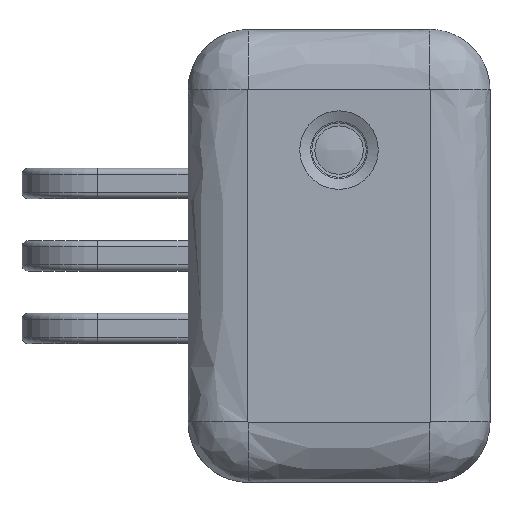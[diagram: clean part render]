
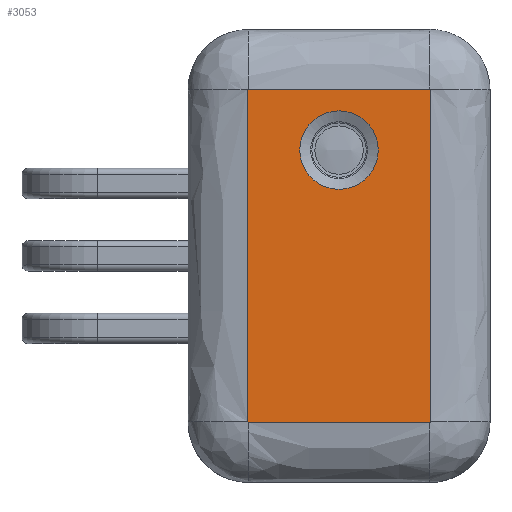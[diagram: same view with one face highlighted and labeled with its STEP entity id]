
A CAD part, top view. The second image highlights one B-rep face of the part: STEP entity #3053.
In plain terms, the highlighted planar face has unit normal (0, 0, 1).
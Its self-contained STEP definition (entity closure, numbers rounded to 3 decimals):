
#59=B_SPLINE_CURVE_WITH_KNOTS('',3,(#5305,#5306,#5307,#5308,#5309,#5310),
 .UNSPECIFIED.,.F.,.F.,(4,1,1,4),(-0.785,-0.112,
0.337,0.785),.UNSPECIFIED.);
#63=B_SPLINE_CURVE_WITH_KNOTS('',3,(#5346,#5347,#5348,#5349,#5350,#5351),
 .UNSPECIFIED.,.F.,.F.,(4,1,1,4),(-0.785,-0.112,
0.337,0.785),.UNSPECIFIED.);
#64=B_SPLINE_CURVE_WITH_KNOTS('',3,(#5353,#5354,#5355,#5356),
 .UNSPECIFIED.,.F.,.F.,(4,4),(-6.5,-1.),.UNSPECIFIED.);
#65=B_SPLINE_CURVE_WITH_KNOTS('',3,(#5358,#5359,#5360,#5361,#5362,#5363),
 .UNSPECIFIED.,.F.,.F.,(4,1,1,4),(-0.785,-0.112,
0.337,0.785),.UNSPECIFIED.);
#66=B_SPLINE_CURVE_WITH_KNOTS('',3,(#5364,#5365,#5366,#5367),
 .UNSPECIFIED.,.F.,.F.,(4,4),(-4.,-1.),.UNSPECIFIED.);
#67=B_SPLINE_CURVE_WITH_KNOTS('',3,(#5369,#5370,#5371,#5372),
 .UNSPECIFIED.,.F.,.F.,(4,4),(-6.5,-1.),.UNSPECIFIED.);
#68=B_SPLINE_CURVE_WITH_KNOTS('',3,(#5374,#5375,#5376,#5377,#5378,#5379),
 .UNSPECIFIED.,.F.,.F.,(4,1,1,4),(-0.785,-0.112,
0.337,0.785),.UNSPECIFIED.);
#69=B_SPLINE_CURVE_WITH_KNOTS('',3,(#5380,#5381,#5382,#5383),
 .UNSPECIFIED.,.F.,.F.,(4,4),(-4.,-1.),.UNSPECIFIED.);
#156=FACE_BOUND('',#710,.T.);
#297=CIRCLE('',#3383,6.5);
#512=FACE_OUTER_BOUND('',#709,.T.);
#709=EDGE_LOOP('',(#2556,#2557,#2558,#2559,#2560,#2561,#2562,#2563));
#710=EDGE_LOOP('',(#2564));
#1463=VERTEX_POINT('',#5296);
#1464=VERTEX_POINT('',#5304);
#1468=VERTEX_POINT('',#5338);
#1470=VERTEX_POINT('',#5344);
#1471=VERTEX_POINT('',#5345);
#1472=VERTEX_POINT('',#5352);
#1473=VERTEX_POINT('',#5357);
#1474=VERTEX_POINT('',#5368);
#1475=VERTEX_POINT('',#5373);
#1845=EDGE_CURVE('',#1463,#1464,#59,.T.);
#1853=EDGE_CURVE('',#1468,#1468,#297,.T.);
#1856=EDGE_CURVE('',#1470,#1471,#63,.T.);
#1857=EDGE_CURVE('',#1472,#1470,#64,.T.);
#1858=EDGE_CURVE('',#1473,#1472,#65,.T.);
#1859=EDGE_CURVE('',#1464,#1473,#66,.T.);
#1860=EDGE_CURVE('',#1474,#1463,#67,.T.);
#1861=EDGE_CURVE('',#1475,#1474,#68,.T.);
#1862=EDGE_CURVE('',#1471,#1475,#69,.T.);
#2556=ORIENTED_EDGE('',*,*,#1856,.F.);
#2557=ORIENTED_EDGE('',*,*,#1857,.F.);
#2558=ORIENTED_EDGE('',*,*,#1858,.F.);
#2559=ORIENTED_EDGE('',*,*,#1859,.F.);
#2560=ORIENTED_EDGE('',*,*,#1845,.F.);
#2561=ORIENTED_EDGE('',*,*,#1860,.F.);
#2562=ORIENTED_EDGE('',*,*,#1861,.F.);
#2563=ORIENTED_EDGE('',*,*,#1862,.F.);
#2564=ORIENTED_EDGE('',*,*,#1853,.F.);
#2892=PLANE('',#3385);
#3053=ADVANCED_FACE('',(#512,#156),#2892,.T.);
#3383=AXIS2_PLACEMENT_3D('',#5339,#4085,#4086);
#3385=AXIS2_PLACEMENT_3D('',#5343,#4090,#4091);
#4085=DIRECTION('center_axis',(0.,0.,1.));
#4086=DIRECTION('ref_axis',(1.,0.,0.));
#4090=DIRECTION('center_axis',(0.,0.,1.));
#4091=DIRECTION('ref_axis',(1.,0.,0.));
#5296=CARTESIAN_POINT('',(40.1,10.,32.));
#5304=CARTESIAN_POINT('',(40.,9.9,32.));
#5305=CARTESIAN_POINT('Ctrl Pts',(40.1,10.,32.));
#5306=CARTESIAN_POINT('Ctrl Pts',(40.1,9.978,32.));
#5307=CARTESIAN_POINT('Ctrl Pts',(40.087,9.94,32.));
#5308=CARTESIAN_POINT('Ctrl Pts',(40.045,9.907,32.));
#5309=CARTESIAN_POINT('Ctrl Pts',(40.015,9.9,32.));
#5310=CARTESIAN_POINT('Ctrl Pts',(40.,9.9,32.));
#5338=CARTESIAN_POINT('',(18.5,55.,32.));
#5339=CARTESIAN_POINT('Origin',(25.,55.,32.));
#5343=CARTESIAN_POINT('Origin',(25.,37.5,32.));
#5344=CARTESIAN_POINT('',(9.9,65.,32.));
#5345=CARTESIAN_POINT('',(10.,65.1,32.));
#5346=CARTESIAN_POINT('Ctrl Pts',(9.9,65.,32.));
#5347=CARTESIAN_POINT('Ctrl Pts',(9.9,65.022,32.));
#5348=CARTESIAN_POINT('Ctrl Pts',(9.913,65.06,32.));
#5349=CARTESIAN_POINT('Ctrl Pts',(9.955,65.093,32.));
#5350=CARTESIAN_POINT('Ctrl Pts',(9.985,65.1,32.));
#5351=CARTESIAN_POINT('Ctrl Pts',(10.,65.1,32.));
#5352=CARTESIAN_POINT('',(9.9,10.,32.));
#5353=CARTESIAN_POINT('Ctrl Pts',(9.9,10.,32.));
#5354=CARTESIAN_POINT('Ctrl Pts',(9.9,28.333,32.));
#5355=CARTESIAN_POINT('Ctrl Pts',(9.9,46.667,32.));
#5356=CARTESIAN_POINT('Ctrl Pts',(9.9,65.,32.));
#5357=CARTESIAN_POINT('',(10.,9.9,32.));
#5358=CARTESIAN_POINT('Ctrl Pts',(10.,9.9,32.));
#5359=CARTESIAN_POINT('Ctrl Pts',(9.978,9.9,32.));
#5360=CARTESIAN_POINT('Ctrl Pts',(9.94,9.913,32.));
#5361=CARTESIAN_POINT('Ctrl Pts',(9.907,9.955,32.));
#5362=CARTESIAN_POINT('Ctrl Pts',(9.9,9.985,32.));
#5363=CARTESIAN_POINT('Ctrl Pts',(9.9,10.,32.));
#5364=CARTESIAN_POINT('Ctrl Pts',(40.,9.9,32.));
#5365=CARTESIAN_POINT('Ctrl Pts',(30.,9.9,32.));
#5366=CARTESIAN_POINT('Ctrl Pts',(20.,9.9,32.));
#5367=CARTESIAN_POINT('Ctrl Pts',(10.,9.9,32.));
#5368=CARTESIAN_POINT('',(40.1,65.,32.));
#5369=CARTESIAN_POINT('Ctrl Pts',(40.1,65.,32.));
#5370=CARTESIAN_POINT('Ctrl Pts',(40.1,46.667,32.));
#5371=CARTESIAN_POINT('Ctrl Pts',(40.1,28.333,32.));
#5372=CARTESIAN_POINT('Ctrl Pts',(40.1,10.,32.));
#5373=CARTESIAN_POINT('',(40.,65.1,32.));
#5374=CARTESIAN_POINT('Ctrl Pts',(40.,65.1,32.));
#5375=CARTESIAN_POINT('Ctrl Pts',(40.022,65.1,32.));
#5376=CARTESIAN_POINT('Ctrl Pts',(40.06,65.087,32.));
#5377=CARTESIAN_POINT('Ctrl Pts',(40.093,65.045,32.));
#5378=CARTESIAN_POINT('Ctrl Pts',(40.1,65.015,32.));
#5379=CARTESIAN_POINT('Ctrl Pts',(40.1,65.,32.));
#5380=CARTESIAN_POINT('Ctrl Pts',(10.,65.1,32.));
#5381=CARTESIAN_POINT('Ctrl Pts',(20.,65.1,32.));
#5382=CARTESIAN_POINT('Ctrl Pts',(30.,65.1,32.));
#5383=CARTESIAN_POINT('Ctrl Pts',(40.,65.1,32.));
